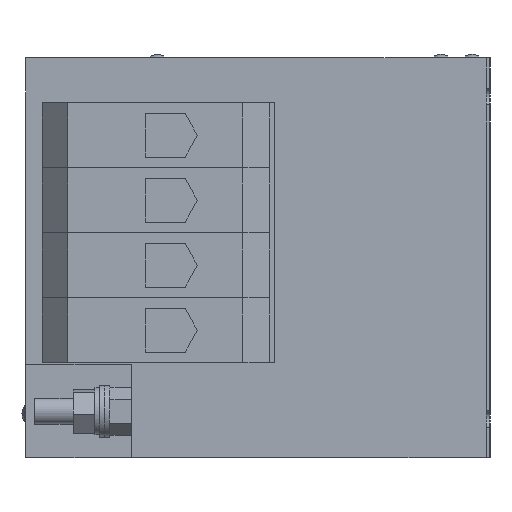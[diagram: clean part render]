
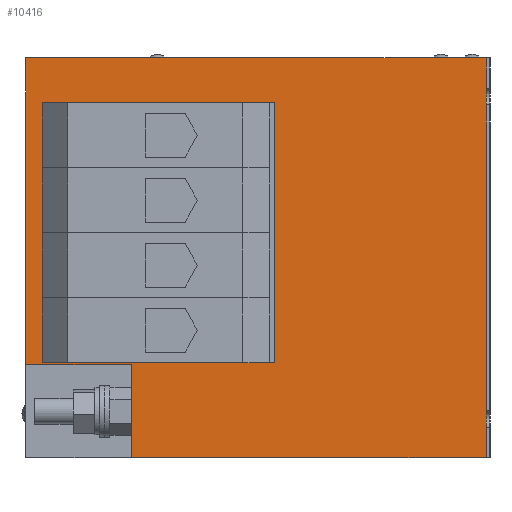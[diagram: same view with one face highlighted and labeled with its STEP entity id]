
A CAD part, left-side view. The second image highlights one B-rep face of the part: STEP entity #10416.
In plain terms, the highlighted planar face has unit normal (-1, 0, 0).
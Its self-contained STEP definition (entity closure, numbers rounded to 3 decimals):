
#79 = ORIENTED_EDGE ( 'NONE', *, *, #7454, .F. ) ;
#139 = CARTESIAN_POINT ( 'NONE',  ( -175., 178.6, 76.75 ) ) ;
#298 = CARTESIAN_POINT ( 'NONE',  ( -175., 84.5, 59.35 ) ) ;
#311 = VERTEX_POINT ( 'NONE', #7267 ) ;
#730 = CARTESIAN_POINT ( 'NONE',  ( -175., 172.199, -78.25 ) ) ;
#826 = LINE ( 'NONE', #9124, #11961 ) ;
#1043 = CARTESIAN_POINT ( 'NONE',  ( -175., -1.501, 59.45 ) ) ;
#1044 = EDGE_CURVE ( 'NONE', #4622, #5452, #5320, .T. ) ;
#1171 = VERTEX_POINT ( 'NONE', #10406 ) ;
#1199 = DIRECTION ( 'NONE',  ( 0., 0., 1. ) ) ;
#1281 = CARTESIAN_POINT ( 'NONE',  ( -175., 137.5, -42.25 ) ) ;
#1309 = DIRECTION ( 'NONE',  ( 0., 0., 1. ) ) ;
#1681 = EDGE_CURVE ( 'NONE', #2300, #6601, #3464, .T. ) ;
#1684 = CARTESIAN_POINT ( 'NONE',  ( -175., 82., 59.45 ) ) ;
#1753 = CARTESIAN_POINT ( 'NONE',  ( -175., -1.501, -41.55 ) ) ;
#1871 = CARTESIAN_POINT ( 'NONE',  ( -175., 84.5, 59.45 ) ) ;
#1890 = ORIENTED_EDGE ( 'NONE', *, *, #3190, .T. ) ;
#2188 = LINE ( 'NONE', #4042, #6146 ) ;
#2203 = EDGE_CURVE ( 'NONE', #11949, #9394, #9069, .T. ) ;
#2300 = VERTEX_POINT ( 'NONE', #6285 ) ;
#2348 = ORIENTED_EDGE ( 'NONE', *, *, #13235, .T. ) ;
#2515 = CARTESIAN_POINT ( 'NONE',  ( -175., 137.5, -78.25 ) ) ;
#2572 = VECTOR ( 'NONE', #5436, 1000. ) ;
#2585 = ORIENTED_EDGE ( 'NONE', *, *, #4946, .F. ) ;
#2648 = LINE ( 'NONE', #730, #6474 ) ;
#2765 = FACE_BOUND ( 'NONE', #10343, .T. ) ;
#2853 = CARTESIAN_POINT ( 'NONE',  ( -175., 172.199, -41.45 ) ) ;
#2876 = EDGE_CURVE ( 'NONE', #4021, #7894, #2648, .T. ) ;
#2888 = CARTESIAN_POINT ( 'NONE',  ( -175., 178.6, -78.25 ) ) ;
#2977 = VERTEX_POINT ( 'NONE', #9292 ) ;
#3036 = EDGE_CURVE ( 'NONE', #5088, #9394, #5555, .T. ) ;
#3190 = EDGE_CURVE ( 'NONE', #10084, #6556, #5824, .T. ) ;
#3210 = DIRECTION ( 'NONE',  ( 0., 0., 1. ) ) ;
#3331 = CARTESIAN_POINT ( 'NONE',  ( -175., 84.5, -41.45 ) ) ;
#3464 = LINE ( 'NONE', #1281, #2572 ) ;
#3610 = DIRECTION ( 'NONE',  ( 0., 1., 0. ) ) ;
#3653 = DIRECTION ( 'NONE',  ( 0., 0., 1. ) ) ;
#3676 = LINE ( 'NONE', #1753, #11348 ) ;
#3757 = LINE ( 'NONE', #11841, #5585 ) ;
#3857 = DIRECTION ( 'NONE',  ( 0., 0., 1. ) ) ;
#3901 = VECTOR ( 'NONE', #8880, 1000. ) ;
#3984 = AXIS2_PLACEMENT_3D ( 'NONE', #11055, #13154, #3857 ) ;
#3991 = CARTESIAN_POINT ( 'NONE',  ( -175., 172.199, -78.25 ) ) ;
#4021 = VERTEX_POINT ( 'NONE', #2853 ) ;
#4042 = CARTESIAN_POINT ( 'NONE',  ( -175., 137.5, -78.25 ) ) ;
#4390 = CARTESIAN_POINT ( 'NONE',  ( -175., 82., -78.25 ) ) ;
#4622 = VERTEX_POINT ( 'NONE', #6372 ) ;
#4707 = LINE ( 'NONE', #4390, #5743 ) ;
#4744 = DIRECTION ( 'NONE',  ( 0., 1., 0. ) ) ;
#4807 = CARTESIAN_POINT ( 'NONE',  ( -175., 172.199, -78.25 ) ) ;
#4915 = EDGE_LOOP ( 'NONE', ( #12277, #79, #2585, #9967, #6992, #5400 ) ) ;
#4946 = EDGE_CURVE ( 'NONE', #6601, #10007, #12262, .T. ) ;
#5050 = VECTOR ( 'NONE', #9045, 1000. ) ;
#5088 = VERTEX_POINT ( 'NONE', #298 ) ;
#5320 = LINE ( 'NONE', #6205, #10806 ) ;
#5400 = ORIENTED_EDGE ( 'NONE', *, *, #6516, .T. ) ;
#5436 = DIRECTION ( 'NONE',  ( 0., 1., 0. ) ) ;
#5452 = VERTEX_POINT ( 'NONE', #3331 ) ;
#5475 = DIRECTION ( 'NONE',  ( 0., 0., 1. ) ) ;
#5555 = LINE ( 'NONE', #8748, #6696 ) ;
#5585 = VECTOR ( 'NONE', #7966, 1000. ) ;
#5743 = VECTOR ( 'NONE', #5475, 1000. ) ;
#5824 = LINE ( 'NONE', #4807, #11037 ) ;
#5935 = VECTOR ( 'NONE', #1309, 1000. ) ;
#5990 = CARTESIAN_POINT ( 'NONE',  ( -175., 82., 59.35 ) ) ;
#6014 = VECTOR ( 'NONE', #7036, 1000. ) ;
#6020 = LINE ( 'NONE', #9900, #12695 ) ;
#6146 = VECTOR ( 'NONE', #8240, 1000. ) ;
#6205 = CARTESIAN_POINT ( 'NONE',  ( -175., 84.5, -78.25 ) ) ;
#6215 = ORIENTED_EDGE ( 'NONE', *, *, #12258, .T. ) ;
#6285 = CARTESIAN_POINT ( 'NONE',  ( -175., 137.5, -42.25 ) ) ;
#6325 = CARTESIAN_POINT ( 'NONE',  ( -175., 0., 76.75 ) ) ;
#6372 = CARTESIAN_POINT ( 'NONE',  ( -175., 84.5, -41.55 ) ) ;
#6402 = VECTOR ( 'NONE', #8128, 1000. ) ;
#6474 = VECTOR ( 'NONE', #6798, 1000. ) ;
#6516 = EDGE_CURVE ( 'NONE', #7744, #1171, #826, .T. ) ;
#6556 = VERTEX_POINT ( 'NONE', #9257 ) ;
#6601 = VERTEX_POINT ( 'NONE', #8236 ) ;
#6696 = VECTOR ( 'NONE', #1199, 1000. ) ;
#6721 = FACE_OUTER_BOUND ( 'NONE', #4915, .T. ) ;
#6798 = DIRECTION ( 'NONE',  ( 0., 0., 1. ) ) ;
#6992 = ORIENTED_EDGE ( 'NONE', *, *, #8374, .F. ) ;
#7036 = DIRECTION ( 'NONE',  ( 0., 1., 0. ) ) ;
#7062 = VECTOR ( 'NONE', #11946, 1000. ) ;
#7267 = CARTESIAN_POINT ( 'NONE',  ( -175., 172.199, 8.95 ) ) ;
#7454 = EDGE_CURVE ( 'NONE', #10007, #7635, #3757, .T. ) ;
#7566 = LINE ( 'NONE', #8520, #5935 ) ;
#7590 = EDGE_CURVE ( 'NONE', #5088, #6556, #12445, .T. ) ;
#7635 = VERTEX_POINT ( 'NONE', #6325 ) ;
#7744 = VERTEX_POINT ( 'NONE', #2515 ) ;
#7894 = VERTEX_POINT ( 'NONE', #12403 ) ;
#7966 = DIRECTION ( 'NONE',  ( 0., -1., 0. ) ) ;
#8099 = LINE ( 'NONE', #12240, #7062 ) ;
#8128 = DIRECTION ( 'NONE',  ( 0., 0., 1. ) ) ;
#8163 = ORIENTED_EDGE ( 'NONE', *, *, #2876, .T. ) ;
#8236 = CARTESIAN_POINT ( 'NONE',  ( -175., 178.6, -42.25 ) ) ;
#8240 = DIRECTION ( 'NONE',  ( 0., 0., 1. ) ) ;
#8309 = ORIENTED_EDGE ( 'NONE', *, *, #10018, .T. ) ;
#8374 = EDGE_CURVE ( 'NONE', #7744, #2300, #2188, .T. ) ;
#8435 = EDGE_CURVE ( 'NONE', #1171, #7635, #7566, .T. ) ;
#8520 = CARTESIAN_POINT ( 'NONE',  ( -175., 0., -78.25 ) ) ;
#8748 = CARTESIAN_POINT ( 'NONE',  ( -175., 84.5, -78.25 ) ) ;
#8880 = DIRECTION ( 'NONE',  ( 0., 0., 1. ) ) ;
#9013 = LINE ( 'NONE', #3991, #6402 ) ;
#9045 = DIRECTION ( 'NONE',  ( 0., 1., 0. ) ) ;
#9069 = LINE ( 'NONE', #1043, #6014 ) ;
#9124 = CARTESIAN_POINT ( 'NONE',  ( -175., 82., -78.25 ) ) ;
#9257 = CARTESIAN_POINT ( 'NONE',  ( -175., 172.199, 59.35 ) ) ;
#9292 = CARTESIAN_POINT ( 'NONE',  ( -175., 82., -41.55 ) ) ;
#9394 = VERTEX_POINT ( 'NONE', #1871 ) ;
#9458 = ORIENTED_EDGE ( 'NONE', *, *, #3036, .T. ) ;
#9876 = ORIENTED_EDGE ( 'NONE', *, *, #1044, .T. ) ;
#9900 = CARTESIAN_POINT ( 'NONE',  ( -175., 82., -41.45 ) ) ;
#9967 = ORIENTED_EDGE ( 'NONE', *, *, #1681, .F. ) ;
#10007 = VERTEX_POINT ( 'NONE', #139 ) ;
#10018 = EDGE_CURVE ( 'NONE', #2977, #4622, #3676, .T. ) ;
#10035 = PLANE ( 'NONE',  #3984 ) ;
#10084 = VERTEX_POINT ( 'NONE', #12160 ) ;
#10343 = EDGE_LOOP ( 'NONE', ( #10602, #9458, #11202, #12359, #8309, #9876, #12602, #8163, #2348, #6215, #1890 ) ) ;
#10406 = CARTESIAN_POINT ( 'NONE',  ( -175., 0., -78.25 ) ) ;
#10416 = ADVANCED_FACE ( 'NONE', ( #2765, #6721 ), #10035, .T. ) ;
#10602 = ORIENTED_EDGE ( 'NONE', *, *, #7590, .F. ) ;
#10806 = VECTOR ( 'NONE', #3210, 1000. ) ;
#11037 = VECTOR ( 'NONE', #3653, 1000. ) ;
#11055 = CARTESIAN_POINT ( 'NONE',  ( -175., 82., -78.25 ) ) ;
#11202 = ORIENTED_EDGE ( 'NONE', *, *, #2203, .F. ) ;
#11348 = VECTOR ( 'NONE', #3610, 1000. ) ;
#11417 = EDGE_CURVE ( 'NONE', #2977, #11949, #4707, .T. ) ;
#11841 = CARTESIAN_POINT ( 'NONE',  ( -175., 178.6, 76.75 ) ) ;
#11946 = DIRECTION ( 'NONE',  ( 0., 0., 1. ) ) ;
#11949 = VERTEX_POINT ( 'NONE', #1684 ) ;
#11961 = VECTOR ( 'NONE', #13262, 1000. ) ;
#12160 = CARTESIAN_POINT ( 'NONE',  ( -175., 172.199, 34.15 ) ) ;
#12240 = CARTESIAN_POINT ( 'NONE',  ( -175., 172.199, -78.25 ) ) ;
#12258 = EDGE_CURVE ( 'NONE', #311, #10084, #9013, .T. ) ;
#12262 = LINE ( 'NONE', #2888, #3901 ) ;
#12277 = ORIENTED_EDGE ( 'NONE', *, *, #8435, .T. ) ;
#12308 = EDGE_CURVE ( 'NONE', #5452, #4021, #6020, .T. ) ;
#12359 = ORIENTED_EDGE ( 'NONE', *, *, #11417, .F. ) ;
#12403 = CARTESIAN_POINT ( 'NONE',  ( -175., 172.199, -16.25 ) ) ;
#12445 = LINE ( 'NONE', #5990, #5050 ) ;
#12602 = ORIENTED_EDGE ( 'NONE', *, *, #12308, .T. ) ;
#12695 = VECTOR ( 'NONE', #4744, 1000. ) ;
#13154 = DIRECTION ( 'NONE',  ( -1., 0., 0. ) ) ;
#13235 = EDGE_CURVE ( 'NONE', #7894, #311, #8099, .T. ) ;
#13262 = DIRECTION ( 'NONE',  ( 0., -1., 0. ) ) ;
